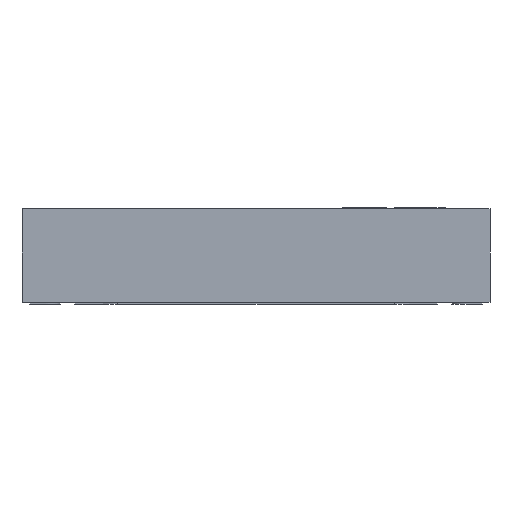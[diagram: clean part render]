
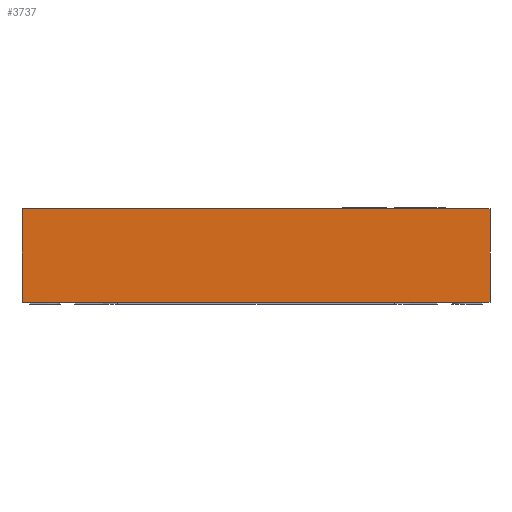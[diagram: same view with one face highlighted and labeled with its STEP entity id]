
A CAD part, front view. The second image highlights one B-rep face of the part: STEP entity #3737.
In plain terms, the highlighted planar face has unit normal (0, -1, 0).
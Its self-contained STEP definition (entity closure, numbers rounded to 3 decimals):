
#409 = CARTESIAN_POINT ( 'NONE',  ( -2.45, -2.45, 1. ) ) ;
#3737 = ADVANCED_FACE ( 'NONE', ( #24229 ), #46264, .F. ) ;
#6656 = VERTEX_POINT ( 'NONE', #18926 ) ;
#7708 = VECTOR ( 'NONE', #35117, 1000. ) ;
#7940 = CARTESIAN_POINT ( 'NONE',  ( -2.45, -2.45, 1. ) ) ;
#8169 = DIRECTION ( 'NONE',  ( 0., 0., -1. ) ) ;
#9611 = VERTEX_POINT ( 'NONE', #41969 ) ;
#10768 = CARTESIAN_POINT ( 'NONE',  ( -2.45, -2.45, 1. ) ) ;
#10989 = LINE ( 'NONE', #7940, #11793 ) ;
#11793 = VECTOR ( 'NONE', #8169, 1000. ) ;
#12050 = EDGE_CURVE ( 'NONE', #9611, #18225, #27368, .T. ) ;
#15612 = VECTOR ( 'NONE', #26035, 1000. ) ;
#17562 = EDGE_CURVE ( 'NONE', #6656, #18225, #30496, .T. ) ;
#18225 = VERTEX_POINT ( 'NONE', #21972 ) ;
#18926 = CARTESIAN_POINT ( 'NONE',  ( -2.45, -2.45, 0.02 ) ) ;
#19693 = CARTESIAN_POINT ( 'NONE',  ( -2.45, -2.45, 0.02 ) ) ;
#19899 = ORIENTED_EDGE ( 'NONE', *, *, #26089, .T. ) ;
#20929 = ORIENTED_EDGE ( 'NONE', *, *, #17562, .T. ) ;
#21972 = CARTESIAN_POINT ( 'NONE',  ( 2.45, -2.45, 0.02 ) ) ;
#24229 = FACE_OUTER_BOUND ( 'NONE', #41294, .T. ) ;
#25582 = EDGE_CURVE ( 'NONE', #41508, #9611, #30249, .T. ) ;
#26035 = DIRECTION ( 'NONE',  ( 1., 0., 0. ) ) ;
#26089 = EDGE_CURVE ( 'NONE', #41508, #6656, #10989, .T. ) ;
#27368 = LINE ( 'NONE', #34429, #7708 ) ;
#30039 = DIRECTION ( 'NONE',  ( 1., 0., 0. ) ) ;
#30249 = LINE ( 'NONE', #41165, #15612 ) ;
#30496 = LINE ( 'NONE', #19693, #39477 ) ;
#32419 = DIRECTION ( 'NONE',  ( 0., 1., 0. ) ) ;
#34429 = CARTESIAN_POINT ( 'NONE',  ( 2.45, -2.45, 1. ) ) ;
#35117 = DIRECTION ( 'NONE',  ( 0., 0., -1. ) ) ;
#36243 = DIRECTION ( 'NONE',  ( 0., 0., 1. ) ) ;
#39477 = VECTOR ( 'NONE', #30039, 1000. ) ;
#39771 = AXIS2_PLACEMENT_3D ( 'NONE', #10768, #32419, #36243 ) ;
#41165 = CARTESIAN_POINT ( 'NONE',  ( -2.45, -2.45, 1. ) ) ;
#41294 = EDGE_LOOP ( 'NONE', ( #20929, #42632, #45643, #19899 ) ) ;
#41508 = VERTEX_POINT ( 'NONE', #409 ) ;
#41969 = CARTESIAN_POINT ( 'NONE',  ( 2.45, -2.45, 1. ) ) ;
#42632 = ORIENTED_EDGE ( 'NONE', *, *, #12050, .F. ) ;
#45643 = ORIENTED_EDGE ( 'NONE', *, *, #25582, .F. ) ;
#46264 = PLANE ( 'NONE',  #39771 ) ;
